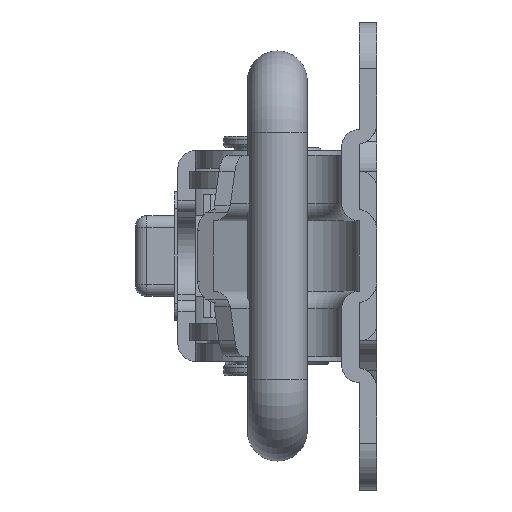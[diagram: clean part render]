
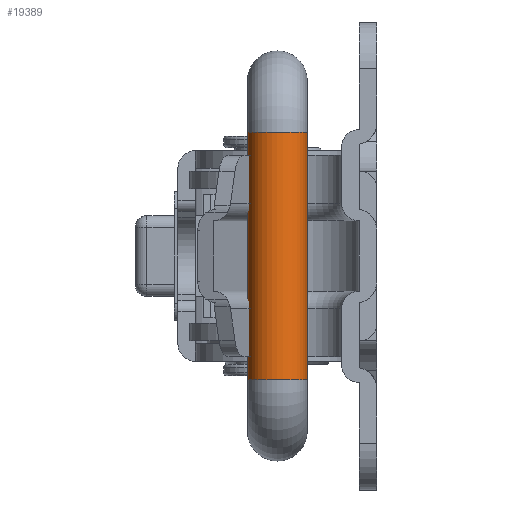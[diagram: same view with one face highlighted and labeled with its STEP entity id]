
A CAD part, left-side view. The second image highlights one B-rep face of the part: STEP entity #19389.
In plain terms, the highlighted cylindrical face has radius 2.55 mm (diameter 5.1 mm), a full revolution.
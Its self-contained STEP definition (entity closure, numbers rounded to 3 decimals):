
#182=CYLINDRICAL_SURFACE('',#20181,2.55);
#366=CIRCLE('',#20182,2.55);
#367=CIRCLE('',#20183,2.55);
#368=CIRCLE('',#20184,2.55);
#369=CIRCLE('',#20185,2.55);
#2918=FACE_OUTER_BOUND('',#3982,.T.);
#3982=EDGE_LOOP('',(#16755,#16756,#16757,#16758,#16759,#16760));
#5433=LINE('',#62788,#6978);
#6978=VECTOR('',#22700,2.55);
#8886=VERTEX_POINT('',#62783);
#8887=VERTEX_POINT('',#62784);
#8888=VERTEX_POINT('',#62787);
#8889=VERTEX_POINT('',#62789);
#11590=EDGE_CURVE('',#8886,#8887,#366,.T.);
#11591=EDGE_CURVE('',#8887,#8886,#367,.T.);
#11592=EDGE_CURVE('',#8887,#8888,#5433,.T.);
#11593=EDGE_CURVE('',#8888,#8889,#368,.T.);
#11594=EDGE_CURVE('',#8889,#8888,#369,.T.);
#16755=ORIENTED_EDGE('',*,*,#11590,.F.);
#16756=ORIENTED_EDGE('',*,*,#11591,.F.);
#16757=ORIENTED_EDGE('',*,*,#11592,.T.);
#16758=ORIENTED_EDGE('',*,*,#11593,.T.);
#16759=ORIENTED_EDGE('',*,*,#11594,.T.);
#16760=ORIENTED_EDGE('',*,*,#11592,.F.);
#19389=ADVANCED_FACE('',(#2918),#182,.T.);
#20181=AXIS2_PLACEMENT_3D('',#62782,#22694,#22695);
#20182=AXIS2_PLACEMENT_3D('',#62785,#22696,#22697);
#20183=AXIS2_PLACEMENT_3D('',#62786,#22698,#22699);
#20184=AXIS2_PLACEMENT_3D('',#62790,#22701,#22702);
#20185=AXIS2_PLACEMENT_3D('',#62791,#22703,#22704);
#22694=DIRECTION('center_axis',(0.,0.,1.));
#22695=DIRECTION('ref_axis',(0.,1.,0.));
#22696=DIRECTION('center_axis',(0.,0.,1.));
#22697=DIRECTION('ref_axis',(0.,1.,0.));
#22698=DIRECTION('center_axis',(0.,0.,1.));
#22699=DIRECTION('ref_axis',(0.,1.,0.));
#22700=DIRECTION('',(0.,0.,-1.));
#22701=DIRECTION('center_axis',(0.,0.,1.));
#22702=DIRECTION('ref_axis',(0.,1.,0.));
#22703=DIRECTION('center_axis',(0.,0.,1.));
#22704=DIRECTION('ref_axis',(0.,1.,0.));
#62782=CARTESIAN_POINT('Origin',(-37.4,-1.5,-10.586));
#62783=CARTESIAN_POINT('',(-34.85,-1.5,10.586));
#62784=CARTESIAN_POINT('',(-37.4,-4.05,10.586));
#62785=CARTESIAN_POINT('Origin',(-37.4,-1.5,10.586));
#62786=CARTESIAN_POINT('Origin',(-37.4,-1.5,10.586));
#62787=CARTESIAN_POINT('',(-37.4,-4.05,-10.586));
#62788=CARTESIAN_POINT('',(-37.4,-4.05,-10.586));
#62789=CARTESIAN_POINT('',(-34.85,-1.5,-10.586));
#62790=CARTESIAN_POINT('Origin',(-37.4,-1.5,-10.586));
#62791=CARTESIAN_POINT('Origin',(-37.4,-1.5,-10.586));
